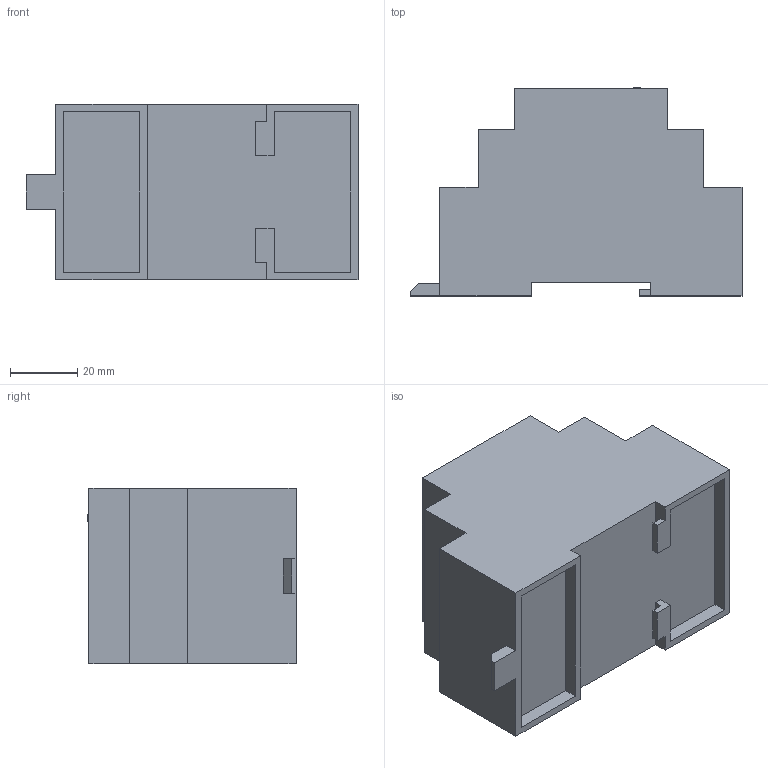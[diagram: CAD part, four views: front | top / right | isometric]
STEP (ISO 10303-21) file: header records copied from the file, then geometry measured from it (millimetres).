
FILE_DESCRIPTION (( 'STEP AP214' ), '1' );
FILE_NAME ('KF3 (STEP) X1.STEP', '2024-07-22T20:02:57', ( '' ), ( '' ), 'SwSTEP 2.0', 'SolidWorks 2021', '' );
FILE_SCHEMA (( 'AUTOMOTIVE_DESIGN' ));
Length unit declared in the file: inch
Products named in the file (1): KF3 (STEP) X1
Bounding box: 98.55 x 61.77 x 52.07 mm (x, y, z)
Volume: 221130 mm3; surface area: 26718.3 mm2
Topology: 1 solids, 1 shells, 64 faces, 163 edges, 108 vertices
Faces by surface type: plane 52, cylinder 10, torus 2
Entity records: 2137 total; most frequent: CARTESIAN_POINT 336, ORIENTED_EDGE 326, DIRECTION 317, EDGE_CURVE 163, VECTOR 139, LINE 139, VERTEX_POINT 108, AXIS2_PLACEMENT_3D 89
